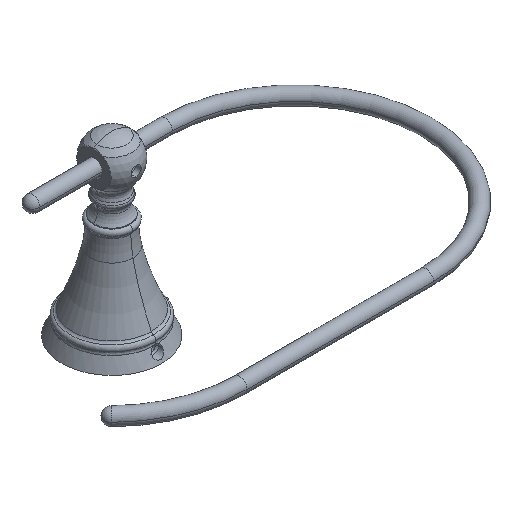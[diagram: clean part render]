
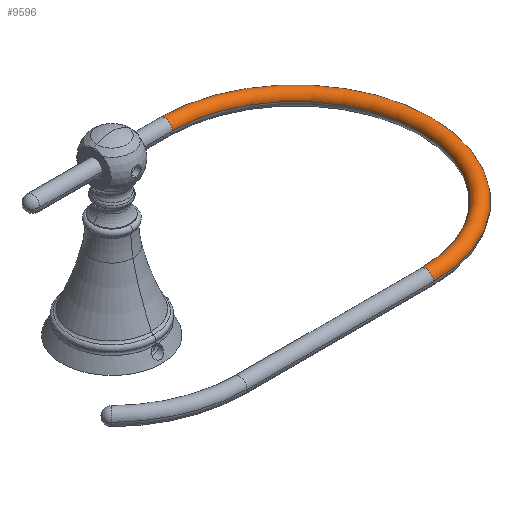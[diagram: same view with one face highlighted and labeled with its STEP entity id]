
A CAD part, isometric view. The second image highlights one B-rep face of the part: STEP entity #9596.
In plain terms, the highlighted toroidal (fillet/blend) face has major radius 70 mm and minor radius 4 mm.
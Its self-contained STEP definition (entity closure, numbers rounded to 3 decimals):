
#9282=CARTESIAN_POINT('',(-75.,0.,0.));
#9283=DIRECTION('',(1.,0.,0.));
#9284=DIRECTION('',(0.,-1.,0.));
#9285=AXIS2_PLACEMENT_3D('',#9282,#9283,#9284);
#9287=CARTESIAN_POINT('',(-75.,-140.,0.));
#9288=DIRECTION('',(1.,0.,0.));
#9289=DIRECTION('',(0.,-1.,0.));
#9290=AXIS2_PLACEMENT_3D('',#9287,#9288,#9289);
#9292=CARTESIAN_POINT('',(-75.,-70.,0.));
#9293=DIRECTION('',(0.,0.,-1.));
#9294=DIRECTION('',(0.,-1.,0.));
#9295=AXIS2_PLACEMENT_3D('',#9292,#9293,#9294);
#9307=CARTESIAN_POINT('',(-75.,-70.,0.));
#9308=DIRECTION('',(0.,0.,-1.));
#9309=DIRECTION('',(0.,-1.,0.));
#9310=AXIS2_PLACEMENT_3D('',#9307,#9308,#9309);
#9465=CARTESIAN_POINT('',(-75.,-4.,0.));
#9466=VERTEX_POINT('',#9465);
#9467=CARTESIAN_POINT('',(-75.,4.,0.));
#9468=VERTEX_POINT('',#9467);
#9491=CARTESIAN_POINT('',(-75.,-144.,0.));
#9492=VERTEX_POINT('',#9491);
#9493=CARTESIAN_POINT('',(-75.,-136.,0.));
#9494=VERTEX_POINT('',#9493);
#9582=CARTESIAN_POINT('',(-75.,-70.,0.));
#9583=DIRECTION('',(0.,0.,1.));
#9584=DIRECTION('',(0.,-1.,0.));
#9585=AXIS2_PLACEMENT_3D('',#9582,#9583,#9584);
#9586=TOROIDAL_SURFACE('',#9585,70.,4.);
#9587=ORIENTED_EDGE('',*,*,#9576,.T.);
#9589=ORIENTED_EDGE('',*,*,#9588,.F.);
#9591=ORIENTED_EDGE('',*,*,#9590,.T.);
#9593=ORIENTED_EDGE('',*,*,#9592,.T.);
#9594=EDGE_LOOP('',(#9587,#9589,#9591,#9593));
#9595=FACE_OUTER_BOUND('',#9594,.F.);
#9596=ADVANCED_FACE('',(#9595),#9586,.T.);
#9286=CIRCLE('',#9285,4.);
#9291=CIRCLE('',#9290,4.);
#9296=CIRCLE('',#9295,66.);
#9311=CIRCLE('',#9310,74.);
#9576=EDGE_CURVE('',#9466,#9468,#9286,.T.);
#9588=EDGE_CURVE('',#9492,#9468,#9311,.T.);
#9590=EDGE_CURVE('',#9492,#9494,#9291,.T.);
#9592=EDGE_CURVE('',#9494,#9466,#9296,.T.);
